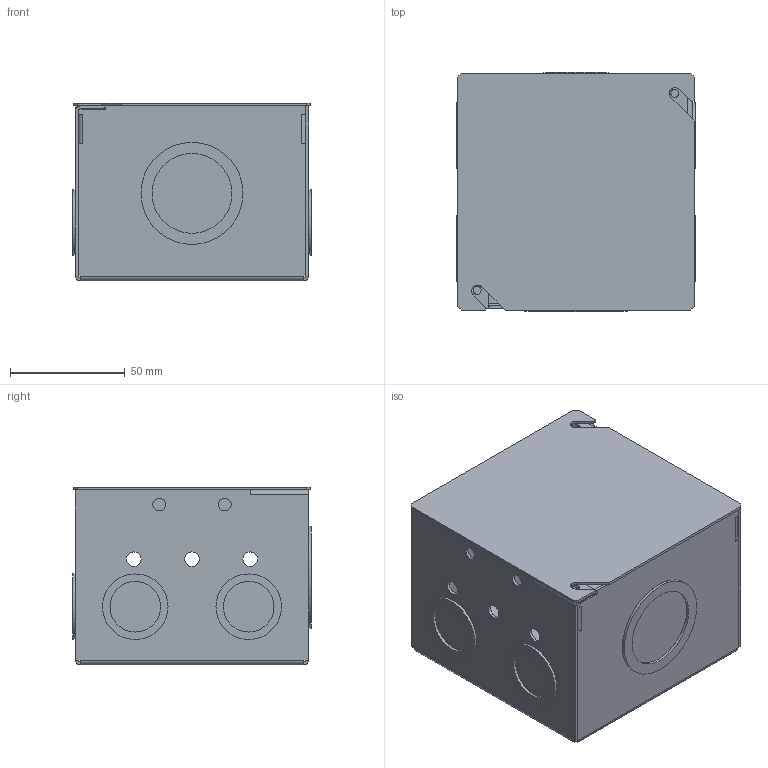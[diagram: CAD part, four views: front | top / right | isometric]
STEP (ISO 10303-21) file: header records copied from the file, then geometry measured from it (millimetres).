
FILE_DESCRIPTION( ( 'Unknown' ), '1' );
FILE_NAME( 'DB443.stp', 'Unknown', ( 'Unknown' ), ( 'Unknown' ), 'PSStep 16.0.42', 'Unknown', ' ' );
FILE_SCHEMA( ( 'AUTOMOTIVE_DESIGN { 1 0 10303 214 1 1 1 1 }' ) );
Length unit declared in the file: millimetre
Products named in the file (3): Assem1; DB443B; DB443C
Assembly tree (2 placements, depth 2):
  Assem1
    DB443B
    DB443C
Bounding box: 104.14 x 104.14 x 77.42 mm (x, y, z)
Volume: 62765.6 mm3; surface area: 108486.3 mm2
Topology: 2 solids, 2 shells, 357 faces, 851 edges, 553 vertices
Faces by surface type: plane 252, cylinder 82, torus 8, cone 8, extrusion 7
Full cylindrical faces by diameter (mm): 0.346 x2, 3.454 x4, 3.658 x2, 5.537 x2, 6.096 x2, 6.35 x10, 22.098 x6, 22.225 x6, 28.448 x5, 28.575 x5, 34.798 x1, 34.925 x1, 44.399 x1, 44.475 x1
Entity records: 12865 total; most frequent: CARTESIAN_POINT 1897, DIRECTION 1623, ORIENTED_EDGE 1556, EDGE_CURVE 778, AXIS2_PLACEMENT_3D 541, VECTOR 541, LINE 534, VERTEX_POINT 528
